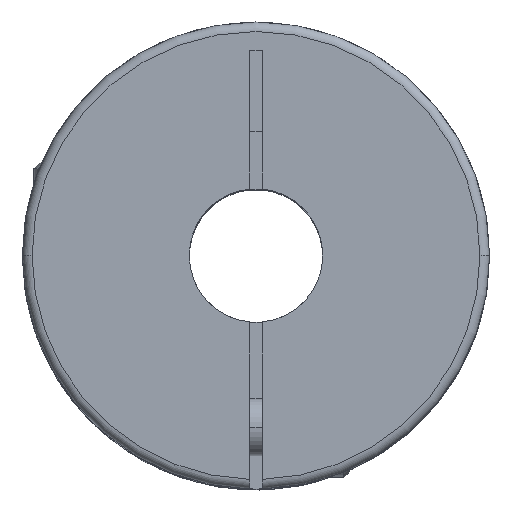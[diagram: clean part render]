
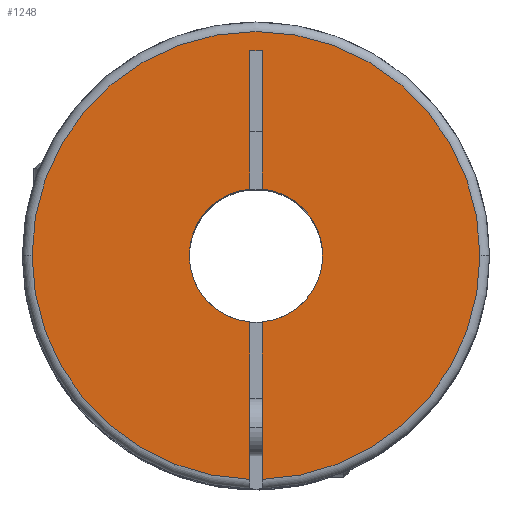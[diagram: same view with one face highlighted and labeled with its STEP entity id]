
A CAD part, top view. The second image highlights one B-rep face of the part: STEP entity #1248.
In plain terms, the highlighted planar face has unit normal (0, 0, 1).
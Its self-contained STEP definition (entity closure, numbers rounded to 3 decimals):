
#48 = PLANE ( 'NONE',  #1398 ) ;
#54 = EDGE_CURVE ( 'NONE', #1387, #438, #920, .T. ) ;
#68 = CARTESIAN_POINT ( 'NONE',  ( 0., 0., 0. ) ) ;
#164 = EDGE_CURVE ( 'NONE', #3716, #537, #4157, .T. ) ;
#166 = DIRECTION ( 'NONE',  ( 0., 0., -1. ) ) ;
#225 = ORIENTED_EDGE ( 'NONE', *, *, #2062, .F. ) ;
#313 = EDGE_CURVE ( 'NONE', #2589, #1255, #3598, .T. ) ;
#318 = DIRECTION ( 'NONE',  ( -1., 0., 0. ) ) ;
#358 = AXIS2_PLACEMENT_3D ( 'NONE', #2830, #4178, #2398 ) ;
#438 = VERTEX_POINT ( 'NONE', #2738 ) ;
#537 = VERTEX_POINT ( 'NONE', #2760 ) ;
#568 = CIRCLE ( 'NONE', #2958, 23.5 ) ;
#598 = ORIENTED_EDGE ( 'NONE', *, *, #1986, .T. ) ;
#650 = EDGE_CURVE ( 'NONE', #2661, #1709, #1907, .T. ) ;
#671 = DIRECTION ( 'NONE',  ( 0., 1., 0. ) ) ;
#793 = EDGE_CURVE ( 'NONE', #1258, #1709, #2348, .T. ) ;
#872 = ORIENTED_EDGE ( 'NONE', *, *, #54, .F. ) ;
#918 = VECTOR ( 'NONE', #4139, 1000. ) ;
#920 = LINE ( 'NONE', #2256, #3232 ) ;
#926 = CARTESIAN_POINT ( 'NONE',  ( -7., 0., 0. ) ) ;
#1146 = FACE_OUTER_BOUND ( 'NONE', #4196, .T. ) ;
#1170 = CARTESIAN_POINT ( 'NONE',  ( -0.65, 6.97, 0. ) ) ;
#1233 = VERTEX_POINT ( 'NONE', #1802 ) ;
#1248 = ADVANCED_FACE ( 'NONE', ( #1146 ), #48, .F. ) ;
#1255 = VERTEX_POINT ( 'NONE', #1170 ) ;
#1258 = VERTEX_POINT ( 'NONE', #2918 ) ;
#1321 = ORIENTED_EDGE ( 'NONE', *, *, #650, .T. ) ;
#1387 = VERTEX_POINT ( 'NONE', #4490 ) ;
#1398 = AXIS2_PLACEMENT_3D ( 'NONE', #68, #4567, #4370 ) ;
#1459 = ORIENTED_EDGE ( 'NONE', *, *, #3898, .F. ) ;
#1467 = CARTESIAN_POINT ( 'NONE',  ( 0.65, 6.97, 0. ) ) ;
#1554 = AXIS2_PLACEMENT_3D ( 'NONE', #2973, #2998, #2639 ) ;
#1570 = CIRCLE ( 'NONE', #2621, 23.5 ) ;
#1581 = AXIS2_PLACEMENT_3D ( 'NONE', #1972, #166, #2272 ) ;
#1684 = CIRCLE ( 'NONE', #2273, 7. ) ;
#1709 = VERTEX_POINT ( 'NONE', #3920 ) ;
#1775 = CARTESIAN_POINT ( 'NONE',  ( 0.65, -24.5, 0. ) ) ;
#1802 = CARTESIAN_POINT ( 'NONE',  ( -23.5, 0., 0. ) ) ;
#1907 = CIRCLE ( 'NONE', #358, 7. ) ;
#1917 = ORIENTED_EDGE ( 'NONE', *, *, #2584, .F. ) ;
#1918 = DIRECTION ( 'NONE',  ( 0., 0., -1. ) ) ;
#1933 = CARTESIAN_POINT ( 'NONE',  ( -0.65, -6.97, 0. ) ) ;
#1949 = CARTESIAN_POINT ( 'NONE',  ( 0.65, -24.5, 0. ) ) ;
#1972 = CARTESIAN_POINT ( 'NONE',  ( 0., 0., 0. ) ) ;
#1986 = EDGE_CURVE ( 'NONE', #3716, #2589, #1684, .T. ) ;
#1997 = DIRECTION ( 'NONE',  ( 0., 1., 0. ) ) ;
#2062 = EDGE_CURVE ( 'NONE', #438, #1255, #4577, .T. ) ;
#2119 = EDGE_CURVE ( 'NONE', #1233, #3296, #568, .T. ) ;
#2256 = CARTESIAN_POINT ( 'NONE',  ( 0.65, 21.5, 0. ) ) ;
#2272 = DIRECTION ( 'NONE',  ( -1., 0., 0. ) ) ;
#2273 = AXIS2_PLACEMENT_3D ( 'NONE', #2945, #3681, #3960 ) ;
#2348 = LINE ( 'NONE', #1949, #3975 ) ;
#2398 = DIRECTION ( 'NONE',  ( -1., 0., 0. ) ) ;
#2402 = CARTESIAN_POINT ( 'NONE',  ( -0.65, 21.5, 0. ) ) ;
#2544 = ORIENTED_EDGE ( 'NONE', *, *, #2119, .F. ) ;
#2584 = EDGE_CURVE ( 'NONE', #537, #1233, #1570, .T. ) ;
#2589 = VERTEX_POINT ( 'NONE', #926 ) ;
#2621 = AXIS2_PLACEMENT_3D ( 'NONE', #2721, #4161, #318 ) ;
#2639 = DIRECTION ( 'NONE',  ( -1., 0., 0. ) ) ;
#2661 = VERTEX_POINT ( 'NONE', #1467 ) ;
#2678 = DIRECTION ( 'NONE',  ( 0., -1., 0. ) ) ;
#2721 = CARTESIAN_POINT ( 'NONE',  ( 0., 0., 0. ) ) ;
#2738 = CARTESIAN_POINT ( 'NONE',  ( -0.65, 21.5, 0. ) ) ;
#2755 = ORIENTED_EDGE ( 'NONE', *, *, #793, .F. ) ;
#2760 = CARTESIAN_POINT ( 'NONE',  ( -0.65, -23.491, 0. ) ) ;
#2830 = CARTESIAN_POINT ( 'NONE',  ( 0., 0., 0. ) ) ;
#2918 = CARTESIAN_POINT ( 'NONE',  ( 0.65, -23.491, 0. ) ) ;
#2945 = CARTESIAN_POINT ( 'NONE',  ( 0., 0., 0. ) ) ;
#2958 = AXIS2_PLACEMENT_3D ( 'NONE', #3171, #1918, #4554 ) ;
#2973 = CARTESIAN_POINT ( 'NONE',  ( 0., 0., 0. ) ) ;
#2998 = DIRECTION ( 'NONE',  ( 0., 0., -1. ) ) ;
#3171 = CARTESIAN_POINT ( 'NONE',  ( 0., 0., 0. ) ) ;
#3232 = VECTOR ( 'NONE', #4453, 1000. ) ;
#3259 = VECTOR ( 'NONE', #2678, 1000. ) ;
#3296 = VERTEX_POINT ( 'NONE', #4331 ) ;
#3467 = ORIENTED_EDGE ( 'NONE', *, *, #4574, .F. ) ;
#3559 = LINE ( 'NONE', #1775, #4552 ) ;
#3573 = CIRCLE ( 'NONE', #1554, 23.5 ) ;
#3598 = CIRCLE ( 'NONE', #1581, 7. ) ;
#3681 = DIRECTION ( 'NONE',  ( 0., 0., -1. ) ) ;
#3716 = VERTEX_POINT ( 'NONE', #1933 ) ;
#3860 = CARTESIAN_POINT ( 'NONE',  ( -0.65, 21.5, 0. ) ) ;
#3898 = EDGE_CURVE ( 'NONE', #3296, #1258, #3573, .T. ) ;
#3920 = CARTESIAN_POINT ( 'NONE',  ( 0.65, -6.97, 0. ) ) ;
#3960 = DIRECTION ( 'NONE',  ( -1., 0., 0. ) ) ;
#3975 = VECTOR ( 'NONE', #1997, 1000. ) ;
#4102 = ORIENTED_EDGE ( 'NONE', *, *, #164, .F. ) ;
#4139 = DIRECTION ( 'NONE',  ( 0., -1., 0. ) ) ;
#4157 = LINE ( 'NONE', #2402, #918 ) ;
#4161 = DIRECTION ( 'NONE',  ( 0., 0., -1. ) ) ;
#4178 = DIRECTION ( 'NONE',  ( 0., 0., -1. ) ) ;
#4196 = EDGE_LOOP ( 'NONE', ( #1917, #4102, #598, #4563, #225, #872, #3467, #1321, #2755, #1459, #2544 ) ) ;
#4331 = CARTESIAN_POINT ( 'NONE',  ( 23.5, 0., 0. ) ) ;
#4370 = DIRECTION ( 'NONE',  ( 0., -1., 0. ) ) ;
#4453 = DIRECTION ( 'NONE',  ( -1., 0., 0. ) ) ;
#4490 = CARTESIAN_POINT ( 'NONE',  ( 0.65, 21.5, 0. ) ) ;
#4552 = VECTOR ( 'NONE', #671, 1000. ) ;
#4554 = DIRECTION ( 'NONE',  ( -1., 0., 0. ) ) ;
#4563 = ORIENTED_EDGE ( 'NONE', *, *, #313, .T. ) ;
#4567 = DIRECTION ( 'NONE',  ( 0., 0., -1. ) ) ;
#4574 = EDGE_CURVE ( 'NONE', #2661, #1387, #3559, .T. ) ;
#4577 = LINE ( 'NONE', #3860, #3259 ) ;
